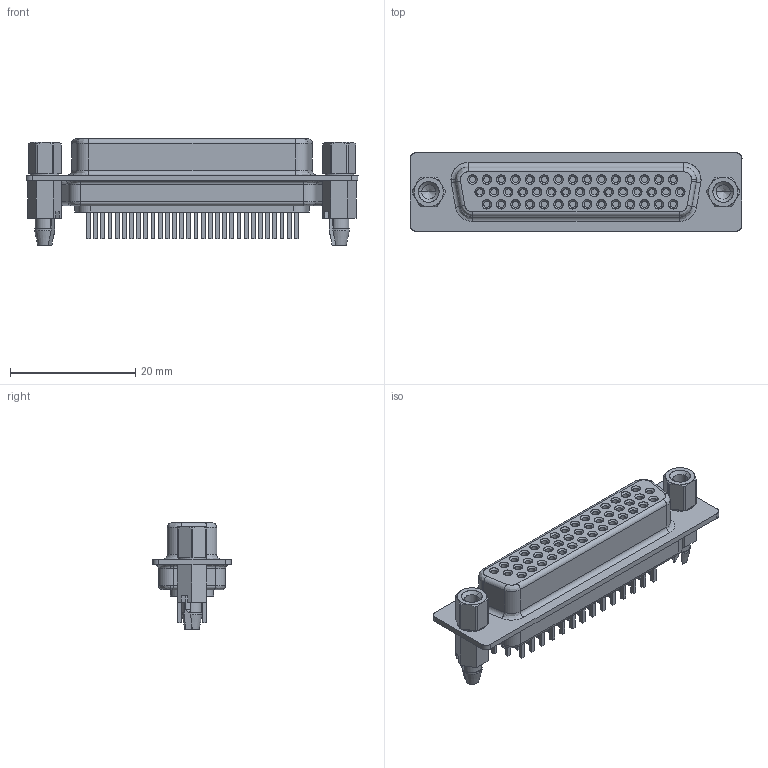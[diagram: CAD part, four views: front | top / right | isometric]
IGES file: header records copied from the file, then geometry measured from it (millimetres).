
Start section: SolidWorks IGES file using analytic representation for surfaces
Global section: file name: K86X-BD-44S-BRJ_rA3.IGS; native system: SolidWorks 2012; preprocessor: SolidWorks 2012; author: Daniel; date: 120817.164229; units: millimetre
Bounding box: 53.04 x 12.55 x 17 mm (x, y, z)
Surface area: 3958.8 mm2 (no closed solid volume)
Topology: 0 solids, 0 shells, 664 faces, 5248 edges, 5244 vertices
Faces by surface type: bspline 363, revolution 301
